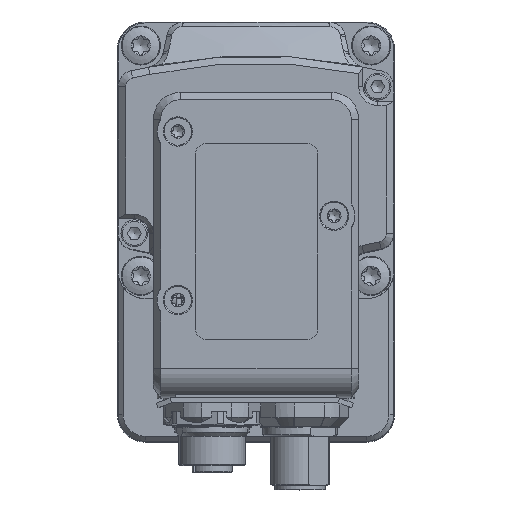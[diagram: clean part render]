
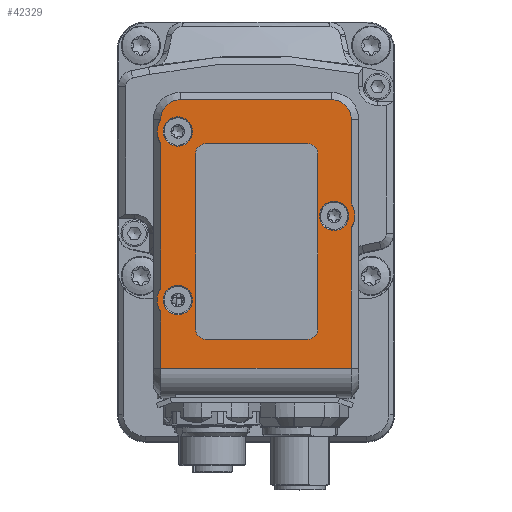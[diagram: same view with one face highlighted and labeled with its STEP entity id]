
A CAD part, top view. The second image highlights one B-rep face of the part: STEP entity #42329.
In plain terms, the highlighted planar face has unit normal (0, 0, 1).
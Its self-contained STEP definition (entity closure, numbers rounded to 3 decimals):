
#1013=FACE_BOUND('',#7989,.T.);
#1014=FACE_BOUND('',#7990,.T.);
#1015=FACE_BOUND('',#7991,.T.);
#1016=FACE_BOUND('',#7992,.T.);
#3571=PLANE('',#45262);
#5644=FACE_OUTER_BOUND('',#7988,.T.);
#7988=EDGE_LOOP('',(#36130,#36131,#36132,#36133,#36134,#36135,#36136,#36137,
#36138,#36139,#36140,#36141));
#7989=EDGE_LOOP('',(#36142,#36143,#36144,#36145,#36146,#36147,#36148,#36149));
#7990=EDGE_LOOP('',(#36150));
#7991=EDGE_LOOP('',(#36151));
#7992=EDGE_LOOP('',(#36152));
#8314=LINE('',#54933,#11254);
#8318=LINE('',#54945,#11258);
#8322=LINE('',#54957,#11262);
#8325=LINE('',#54966,#11265);
#10978=LINE('',#77767,#13918);
#10980=LINE('',#77770,#13920);
#10983=LINE('',#77778,#13923);
#10985=LINE('',#77787,#13925);
#10987=LINE('',#77791,#13927);
#10988=LINE('',#77794,#13928);
#10995=LINE('',#77854,#13935);
#11254=VECTOR('',#45774,10.);
#11258=VECTOR('',#45786,10.);
#11262=VECTOR('',#45798,10.);
#11265=VECTOR('',#45809,10.);
#13918=VECTOR('',#53566,10.);
#13920=VECTOR('',#53568,10.);
#13923=VECTOR('',#53577,10.);
#13925=VECTOR('',#53587,10.);
#13927=VECTOR('',#53589,10.);
#13928=VECTOR('',#53592,10.);
#13935=VECTOR('',#53669,10.);
#14191=CIRCLE('',#42654,2.);
#14193=CIRCLE('',#42658,2.);
#14195=CIRCLE('',#42662,2.);
#14197=CIRCLE('',#42666,2.);
#15305=CIRCLE('',#45221,3.993);
#15306=CIRCLE('',#45224,3.993);
#15311=CIRCLE('',#45239,4.25);
#15312=CIRCLE('',#45241,4.25);
#15313=CIRCLE('',#45243,4.25);
#15329=CIRCLE('',#45263,3.);
#15330=CIRCLE('',#45264,3.);
#15331=CIRCLE('',#45265,3.);
#15529=VERTEX_POINT('',#54923);
#15530=VERTEX_POINT('',#54925);
#15532=VERTEX_POINT('',#54931);
#15534=VERTEX_POINT('',#54937);
#15536=VERTEX_POINT('',#54943);
#15538=VERTEX_POINT('',#54949);
#15540=VERTEX_POINT('',#54955);
#15542=VERTEX_POINT('',#54961);
#19036=VERTEX_POINT('',#77760);
#19037=VERTEX_POINT('',#77764);
#19038=VERTEX_POINT('',#77765);
#19039=VERTEX_POINT('',#77768);
#19040=VERTEX_POINT('',#77772);
#19041=VERTEX_POINT('',#77776);
#19042=VERTEX_POINT('',#77780);
#19043=VERTEX_POINT('',#77784);
#19044=VERTEX_POINT('',#77785);
#19045=VERTEX_POINT('',#77788);
#19046=VERTEX_POINT('',#77790);
#19047=VERTEX_POINT('',#77792);
#19066=VERTEX_POINT('',#77855);
#19067=VERTEX_POINT('',#77857);
#19068=VERTEX_POINT('',#77859);
#19530=EDGE_CURVE('',#15530,#15529,#14191,.T.);
#19534=EDGE_CURVE('',#15529,#15532,#8314,.T.);
#19537=EDGE_CURVE('',#15532,#15534,#14193,.T.);
#19540=EDGE_CURVE('',#15534,#15536,#8318,.T.);
#19543=EDGE_CURVE('',#15536,#15538,#14195,.T.);
#19546=EDGE_CURVE('',#15538,#15540,#8322,.T.);
#19549=EDGE_CURVE('',#15540,#15542,#14197,.T.);
#19551=EDGE_CURVE('',#15542,#15530,#8325,.T.);
#24850=EDGE_CURVE('',#19038,#19036,#10978,.T.);
#24852=EDGE_CURVE('',#19039,#19037,#10980,.T.);
#24854=EDGE_CURVE('',#19040,#19039,#15305,.T.);
#24856=EDGE_CURVE('',#19041,#19040,#10983,.T.);
#24858=EDGE_CURVE('',#19042,#19041,#15306,.T.);
#24860=EDGE_CURVE('',#19044,#19042,#10985,.T.);
#24862=EDGE_CURVE('',#19045,#19046,#10987,.T.);
#24864=EDGE_CURVE('',#19047,#19043,#10988,.T.);
#24873=EDGE_CURVE('',#19037,#19038,#15311,.T.);
#24874=EDGE_CURVE('',#19046,#19047,#15312,.T.);
#24875=EDGE_CURVE('',#19043,#19044,#15313,.T.);
#24894=EDGE_CURVE('',#19036,#19045,#10995,.T.);
#24895=EDGE_CURVE('',#19066,#19066,#15329,.T.);
#24896=EDGE_CURVE('',#19067,#19067,#15330,.T.);
#24897=EDGE_CURVE('',#19068,#19068,#15331,.T.);
#36130=ORIENTED_EDGE('',*,*,#24864,.F.);
#36131=ORIENTED_EDGE('',*,*,#24874,.F.);
#36132=ORIENTED_EDGE('',*,*,#24862,.F.);
#36133=ORIENTED_EDGE('',*,*,#24894,.F.);
#36134=ORIENTED_EDGE('',*,*,#24850,.F.);
#36135=ORIENTED_EDGE('',*,*,#24873,.F.);
#36136=ORIENTED_EDGE('',*,*,#24852,.F.);
#36137=ORIENTED_EDGE('',*,*,#24854,.F.);
#36138=ORIENTED_EDGE('',*,*,#24856,.F.);
#36139=ORIENTED_EDGE('',*,*,#24858,.F.);
#36140=ORIENTED_EDGE('',*,*,#24860,.F.);
#36141=ORIENTED_EDGE('',*,*,#24875,.F.);
#36142=ORIENTED_EDGE('',*,*,#19530,.T.);
#36143=ORIENTED_EDGE('',*,*,#19534,.T.);
#36144=ORIENTED_EDGE('',*,*,#19537,.T.);
#36145=ORIENTED_EDGE('',*,*,#19540,.T.);
#36146=ORIENTED_EDGE('',*,*,#19543,.T.);
#36147=ORIENTED_EDGE('',*,*,#19546,.T.);
#36148=ORIENTED_EDGE('',*,*,#19549,.T.);
#36149=ORIENTED_EDGE('',*,*,#19551,.T.);
#36150=ORIENTED_EDGE('',*,*,#24895,.T.);
#36151=ORIENTED_EDGE('',*,*,#24896,.T.);
#36152=ORIENTED_EDGE('',*,*,#24897,.T.);
#42329=ADVANCED_FACE('',(#5644,#1013,#1014,#1015,#1016),#3571,.T.);
#42654=AXIS2_PLACEMENT_3D('',#54926,#45767,#45768);
#42658=AXIS2_PLACEMENT_3D('',#54939,#45780,#45781);
#42662=AXIS2_PLACEMENT_3D('',#54951,#45792,#45793);
#42666=AXIS2_PLACEMENT_3D('',#54963,#45804,#45805);
#45221=AXIS2_PLACEMENT_3D('',#77774,#53572,#53573);
#45224=AXIS2_PLACEMENT_3D('',#77782,#53581,#53582);
#45239=AXIS2_PLACEMENT_3D('',#77812,#53618,#53619);
#45241=AXIS2_PLACEMENT_3D('',#77814,#53622,#53623);
#45243=AXIS2_PLACEMENT_3D('',#77816,#53626,#53627);
#45262=AXIS2_PLACEMENT_3D('',#77853,#53667,#53668);
#45263=AXIS2_PLACEMENT_3D('',#77856,#53670,#53671);
#45264=AXIS2_PLACEMENT_3D('',#77858,#53672,#53673);
#45265=AXIS2_PLACEMENT_3D('',#77860,#53674,#53675);
#45767=DIRECTION('center_axis',(0.,0.,
-1.));
#45768=DIRECTION('ref_axis',(0.,-1.,0.));
#45774=DIRECTION('',(1.,0.,0.));
#45780=DIRECTION('center_axis',(0.,0.,
-1.));
#45781=DIRECTION('ref_axis',(-1.,0.,0.));
#45786=DIRECTION('',(0.,-1.,0.));
#45792=DIRECTION('center_axis',(0.,0.,
-1.));
#45793=DIRECTION('ref_axis',(0.,1.,0.));
#45798=DIRECTION('',(-1.,0.,0.));
#45804=DIRECTION('center_axis',(0.,0.,
-1.));
#45805=DIRECTION('ref_axis',(1.,0.,0.));
#45809=DIRECTION('',(0.,1.,0.));
#53566=DIRECTION('',(0.,-1.,0.));
#53568=DIRECTION('',(0.,-1.,0.));
#53572=DIRECTION('center_axis',(0.,0.,
-1.));
#53573=DIRECTION('ref_axis',(0.707,0.707,0.));
#53577=DIRECTION('',(1.,0.,0.));
#53581=DIRECTION('center_axis',(0.,0.,
-1.));
#53582=DIRECTION('ref_axis',(-0.707,0.707,0.));
#53587=DIRECTION('',(0.,1.,0.));
#53589=DIRECTION('',(0.,1.,0.));
#53592=DIRECTION('',(0.,1.,0.));
#53618=DIRECTION('center_axis',(0.,0.,
-1.));
#53619=DIRECTION('ref_axis',(0.,1.,0.));
#53622=DIRECTION('center_axis',(0.,0.,
-1.));
#53623=DIRECTION('ref_axis',(0.,1.,0.));
#53626=DIRECTION('center_axis',(0.,0.,
-1.));
#53627=DIRECTION('ref_axis',(0.,1.,0.));
#53667=DIRECTION('center_axis',(0.,0.,
1.));
#53668=DIRECTION('ref_axis',(-1.,0.,0.));
#53669=DIRECTION('',(-1.,0.,0.));
#53670=DIRECTION('center_axis',(0.,0.,
-1.));
#53671=DIRECTION('ref_axis',(0.,1.,0.));
#53672=DIRECTION('center_axis',(0.,0.,
-1.));
#53673=DIRECTION('ref_axis',(0.,1.,0.));
#53674=DIRECTION('center_axis',(0.,0.,
-1.));
#53675=DIRECTION('ref_axis',(0.,1.,0.));
#54923=CARTESIAN_POINT('',(-10.365,3.3,106.));
#54925=CARTESIAN_POINT('',(-12.365,1.3,106.));
#54926=CARTESIAN_POINT('Origin',(-10.365,1.3,106.));
#54931=CARTESIAN_POINT('',(10.635,3.3,106.));
#54933=CARTESIAN_POINT('',(2.818,3.3,106.));
#54937=CARTESIAN_POINT('',(12.635,1.3,106.));
#54939=CARTESIAN_POINT('Origin',(10.635,1.3,106.));
#54943=CARTESIAN_POINT('',(12.635,-34.7,106.));
#54945=CARTESIAN_POINT('',(12.635,-5.075,106.));
#54949=CARTESIAN_POINT('',(10.635,-36.7,106.));
#54951=CARTESIAN_POINT('Origin',(10.635,-34.7,106.));
#54955=CARTESIAN_POINT('',(-10.365,-36.7,106.));
#54957=CARTESIAN_POINT('',(13.318,-36.7,106.));
#54961=CARTESIAN_POINT('',(-12.365,-34.7,106.));
#54963=CARTESIAN_POINT('Origin',(-10.365,-34.7,106.));
#54966=CARTESIAN_POINT('',(-12.365,-23.075,106.));
#77760=CARTESIAN_POINT('',(19.493,-42.7,106.));
#77764=CARTESIAN_POINT('',(19.493,-9.029,106.));
#77765=CARTESIAN_POINT('',(19.493,-13.871,106.));
#77767=CARTESIAN_POINT('',(19.493,-39.667,106.));
#77768=CARTESIAN_POINT('',(19.493,8.3,106.));
#77770=CARTESIAN_POINT('',(19.493,-39.667,106.));
#77772=CARTESIAN_POINT('',(15.5,12.293,106.));
#77774=CARTESIAN_POINT('Origin',(15.5,8.3,106.));
#77776=CARTESIAN_POINT('',(-15.5,12.293,106.));
#77778=CARTESIAN_POINT('',(21.,12.293,106.));
#77780=CARTESIAN_POINT('',(-19.493,8.3,106.));
#77782=CARTESIAN_POINT('Origin',(-15.5,8.3,106.));
#77784=CARTESIAN_POINT('',(-19.493,3.379,106.));
#77785=CARTESIAN_POINT('',(-19.493,8.221,106.));
#77787=CARTESIAN_POINT('',(-19.493,-39.667,106.));
#77788=CARTESIAN_POINT('',(-19.493,-42.7,106.));
#77790=CARTESIAN_POINT('',(-19.493,-31.121,106.));
#77791=CARTESIAN_POINT('',(-19.493,-39.667,106.));
#77792=CARTESIAN_POINT('',(-19.493,-26.279,106.));
#77794=CARTESIAN_POINT('',(-19.493,-39.667,106.));
#77812=CARTESIAN_POINT('Origin',(16.,-11.45,106.));
#77814=CARTESIAN_POINT('Origin',(-16.,-28.7,106.));
#77816=CARTESIAN_POINT('Origin',(-16.,5.8,106.));
#77853=CARTESIAN_POINT('Origin',(16.,-11.45,106.));
#77854=CARTESIAN_POINT('',(21.,-42.7,106.));
#77855=CARTESIAN_POINT('',(-16.,-31.7,106.));
#77856=CARTESIAN_POINT('Origin',(-16.,-28.7,106.));
#77857=CARTESIAN_POINT('',(-16.,2.8,106.));
#77858=CARTESIAN_POINT('Origin',(-16.,5.8,106.));
#77859=CARTESIAN_POINT('',(16.,-14.45,106.));
#77860=CARTESIAN_POINT('Origin',(16.,-11.45,106.));
